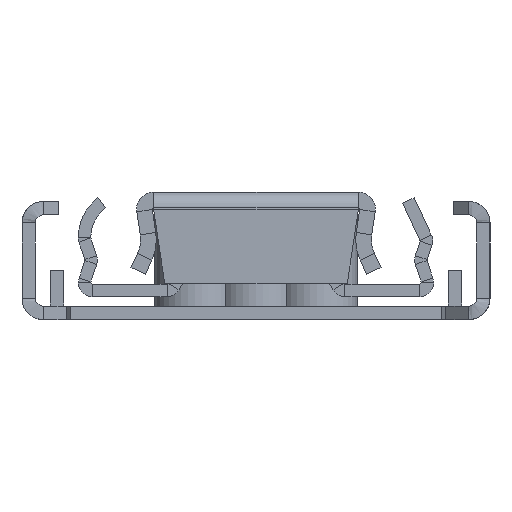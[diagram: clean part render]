
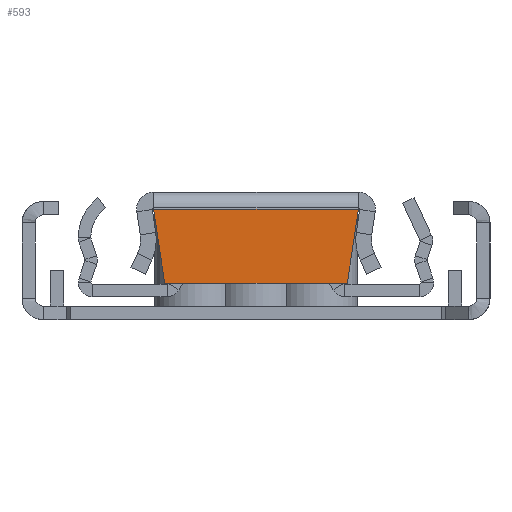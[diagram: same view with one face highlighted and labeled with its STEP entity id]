
A CAD part, left-side view. The second image highlights one B-rep face of the part: STEP entity #593.
In plain terms, the highlighted planar face has unit normal (-1, 0, 0).
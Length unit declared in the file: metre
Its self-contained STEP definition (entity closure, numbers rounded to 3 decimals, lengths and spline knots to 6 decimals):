
#593 = ADVANCED_FACE( '', ( #1574 ), #1575, .F. );
#1574 = FACE_OUTER_BOUND( '', #2724, .T. );
#1575 = PLANE( '', #2725 );
#2724 = EDGE_LOOP( '', ( #6181, #6182, #6183, #6184 ) );
#2725 = AXIS2_PLACEMENT_3D( '', #6185, #6186, #6187 );
#6181 = ORIENTED_EDGE( '', *, *, #7404, .T. );
#6182 = ORIENTED_EDGE( '', *, *, #7397, .T. );
#6183 = ORIENTED_EDGE( '', *, *, #7394, .T. );
#6184 = ORIENTED_EDGE( '', *, *, #7400, .T. );
#6185 = CARTESIAN_POINT( '', ( -0.001524, 0., 0.00442 ) );
#6186 = DIRECTION( '', ( 1., 0., 0. ) );
#6187 = DIRECTION( '', ( 0., 1., 0. ) );
#7394 = EDGE_CURVE( '', #9186, #9183, #9187, .T. );
#7397 = EDGE_CURVE( '', #9191, #9186, #9192, .T. );
#7400 = EDGE_CURVE( '', #9183, #9196, #9197, .T. );
#7404 = EDGE_CURVE( '', #9196, #9191, #9202, .F. );
#9183 = VERTEX_POINT( '', #12001 );
#9186 = VERTEX_POINT( '', #12005 );
#9187 = LINE( '', #12006, #12007 );
#9191 = VERTEX_POINT( '', #12013 );
#9192 = LINE( '', #12014, #12015 );
#9196 = VERTEX_POINT( '', #12021 );
#9197 = LINE( '', #12022, #12023 );
#9202 = LINE( '', #12031, #12032 );
#12001 = CARTESIAN_POINT( '', ( -0.001524, 0.008879, 0.008839 ) );
#12005 = CARTESIAN_POINT( '', ( -0.001524, -0.008879, 0.008839 ) );
#12006 = CARTESIAN_POINT( '', ( -0.001524, 0., 0.008839 ) );
#12007 = VECTOR( '', #13668, 1. );
#12013 = CARTESIAN_POINT( '', ( -0.001524, -0.009957, 0.001651 ) );
#12014 = CARTESIAN_POINT( '', ( -0.001524, -0.009542, 0.00442 ) );
#12015 = VECTOR( '', #13671, 1. );
#12021 = CARTESIAN_POINT( '', ( -0.001524, 0.009957, 0.001651 ) );
#12022 = CARTESIAN_POINT( '', ( -0.001524, 0.009542, 0.00442 ) );
#12023 = VECTOR( '', #13674, 1. );
#12031 = CARTESIAN_POINT( '', ( -0.001524, 0., 0.001651 ) );
#12032 = VECTOR( '', #13678, 1. );
#13668 = DIRECTION( '', ( 0., 1., 0. ) );
#13671 = DIRECTION( '', ( 0., 0.148, 0.989 ) );
#13674 = DIRECTION( '', ( 0., 0.148, -0.989 ) );
#13678 = DIRECTION( '', ( 0., 1., 0. ) );
